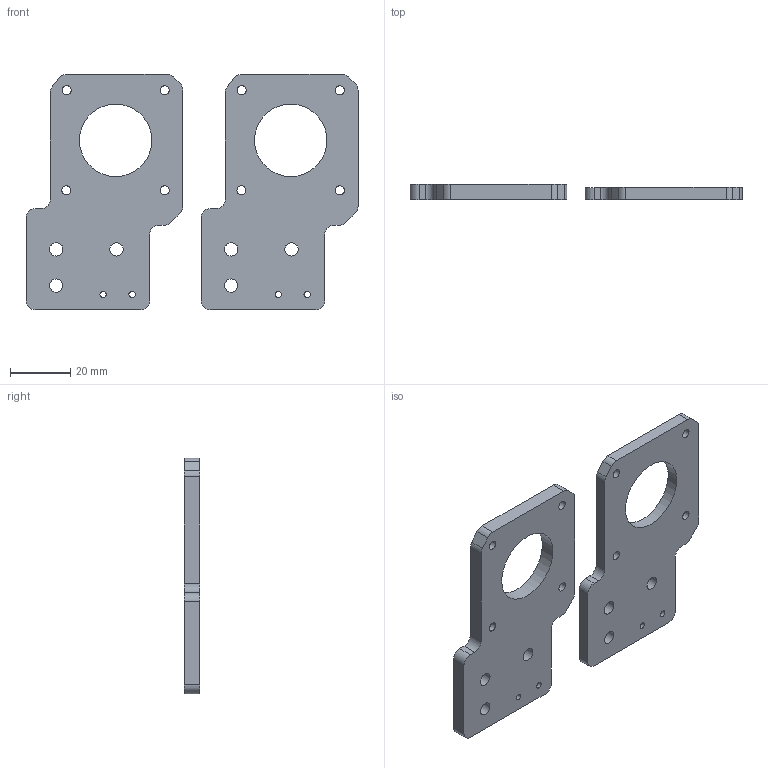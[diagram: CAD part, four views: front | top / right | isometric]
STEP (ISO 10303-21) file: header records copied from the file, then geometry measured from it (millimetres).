
FILE_DESCRIPTION(/* description */ (''),/* implementation_level */ '2;1');
FILE_NAME(/* name */ 'Y Motor Bracket v2.step',/* time_stamp */ '2017-02-18T18:12:02-05:00',/* author */ (''),/* organization */ (''),/* preprocessor_version */ 'ST-DEVELOPER v16.5',/* originating_system */ 'Autodesk Translation Framework v5.2.0.2920',/* authorisation */ '');
FILE_SCHEMA (('AUTOMOTIVE_DESIGN { 1 0 10303 214 3 1 1 }'));
Length unit declared in the file: millimetre
Products named in the file (1): Y Motor Bracket v2
Bounding box: 110 x 5 x 78 mm (x, y, z)
Volume: 25139.4 mm3; surface area: 15143.1 mm2
Topology: 2 solids, 2 shells, 76 faces, 204 edges, 136 vertices
Faces by surface type: cylinder 46, plane 30
Full cylindrical faces by diameter (mm): 2.05 x2, 2.088 x2, 3 x8, 4.4 x2, 4.472 x4, 6.227 x2, 6.286 x2, 24.018 x2
Entity records: 2401 total; most frequent: DIRECTION 426, CARTESIAN_POINT 393, ORIENTED_EDGE 360, EDGE_CURVE 180, AXIS2_PLACEMENT_3D 169, EDGE_LOOP 144, VERTEX_POINT 136, CIRCLE 92
